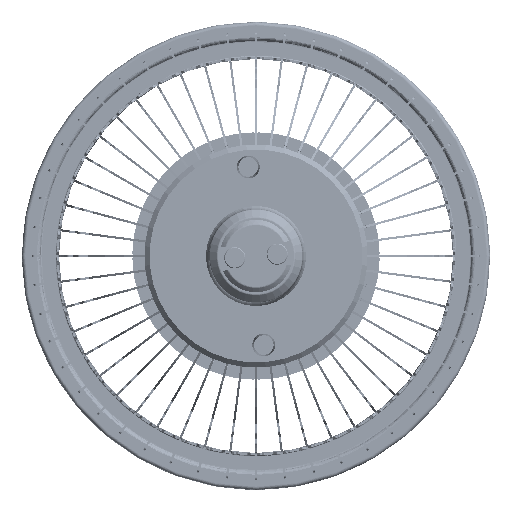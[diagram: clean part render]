
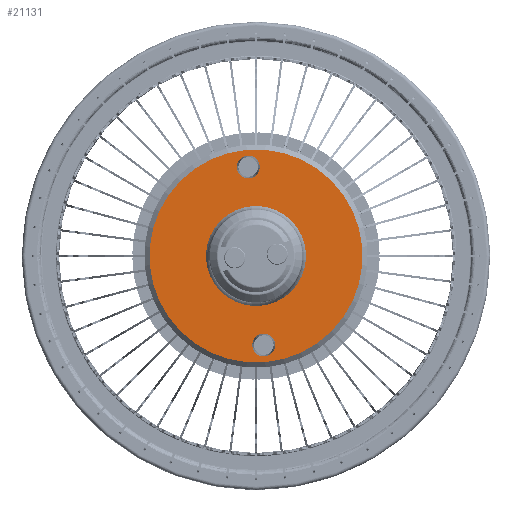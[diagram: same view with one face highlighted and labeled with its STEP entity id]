
A CAD part, front view. The second image highlights one B-rep face of the part: STEP entity #21131.
In plain terms, the highlighted planar face has unit normal (0, -1, 0).
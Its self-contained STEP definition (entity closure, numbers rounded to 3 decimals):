
#1393 = CARTESIAN_POINT ( 'NONE',  ( 188.145, 22.76, 0. ) ) ;
#2040 = CARTESIAN_POINT ( 'NONE',  ( 163.095, 22.76, 21. ) ) ;
#5334 = AXIS2_PLACEMENT_3D ( 'NONE', #5649, #30754, #106180 ) ;
#5649 = CARTESIAN_POINT ( 'NONE',  ( 163.095, 22.76, 21. ) ) ;
#8114 = FACE_OUTER_BOUND ( 'NONE', #87088, .T. ) ;
#9484 = FACE_BOUND ( 'NONE', #13196, .T. ) ;
#10009 = AXIS2_PLACEMENT_3D ( 'NONE', #1393, #51114, #26447 ) ;
#10574 = CARTESIAN_POINT ( 'NONE',  ( 163.095, 22.76, -23.703 ) ) ;
#10579 = AXIS2_PLACEMENT_3D ( 'NONE', #85368, #52698, #59605 ) ;
#12062 = CARTESIAN_POINT ( 'NONE',  ( 163.095, 22.76, 0. ) ) ;
#12102 = CARTESIAN_POINT ( 'NONE',  ( 163.095, 22.76, 18.297 ) ) ;
#13196 = EDGE_LOOP ( 'NONE', ( #82344, #70415 ) ) ;
#13922 = AXIS2_PLACEMENT_3D ( 'NONE', #2040, #19457, #35853 ) ;
#15713 = DIRECTION ( 'NONE',  ( 0., 0., -1. ) ) ;
#15762 = CIRCLE ( 'NONE', #50436, 25.05 ) ;
#16976 = AXIS2_PLACEMENT_3D ( 'NONE', #12062, #46561, #55250 ) ;
#19457 = DIRECTION ( 'NONE',  ( 0., -1., 0. ) ) ;
#21131 = ADVANCED_FACE ( 'NONE', ( #100371, #9484, #8114, #92628 ), #58739, .T. ) ;
#22773 = ORIENTED_EDGE ( 'NONE', *, *, #88628, .T. ) ;
#23371 = CARTESIAN_POINT ( 'NONE',  ( 163.095, 22.76, -11.745 ) ) ;
#26447 = DIRECTION ( 'NONE',  ( 0., 0., -1. ) ) ;
#26729 = DIRECTION ( 'NONE',  ( 0., -1., 0. ) ) ;
#27798 = EDGE_LOOP ( 'NONE', ( #60411, #30304 ) ) ;
#28741 = DIRECTION ( 'NONE',  ( 0., -1., 0. ) ) ;
#30304 = ORIENTED_EDGE ( 'NONE', *, *, #69661, .F. ) ;
#30754 = DIRECTION ( 'NONE',  ( 0., -1., 0. ) ) ;
#34732 = DIRECTION ( 'NONE',  ( 0., -1., 0. ) ) ;
#35853 = DIRECTION ( 'NONE',  ( 0., 0., -1. ) ) ;
#37542 = EDGE_CURVE ( 'NONE', #64930, #60679, #66667, .T. ) ;
#40921 = VERTEX_POINT ( 'NONE', #92916 ) ;
#42683 = DIRECTION ( 'NONE',  ( 0., 0., -1. ) ) ;
#46561 = DIRECTION ( 'NONE',  ( 0., -1., 0. ) ) ;
#48125 = AXIS2_PLACEMENT_3D ( 'NONE', #93098, #34732, #42683 ) ;
#50352 = AXIS2_PLACEMENT_3D ( 'NONE', #90877, #58549, #15713 ) ;
#50436 = AXIS2_PLACEMENT_3D ( 'NONE', #70818, #28741, #96161 ) ;
#51114 = DIRECTION ( 'NONE',  ( 0., -1., 0. ) ) ;
#52698 = DIRECTION ( 'NONE',  ( 0., -1., 0. ) ) ;
#52954 = CARTESIAN_POINT ( 'NONE',  ( 163.095, 22.76, 25.05 ) ) ;
#54396 = CIRCLE ( 'NONE', #10579, 2.703 ) ;
#55136 = EDGE_CURVE ( 'NONE', #72500, #85739, #77646, .T. ) ;
#55250 = DIRECTION ( 'NONE',  ( 0., 0., -1. ) ) ;
#57613 = CARTESIAN_POINT ( 'NONE',  ( 163.095, 22.76, -25.05 ) ) ;
#58145 = AXIS2_PLACEMENT_3D ( 'NONE', #84775, #26729, #84063 ) ;
#58549 = DIRECTION ( 'NONE',  ( 0., -1., 0. ) ) ;
#58739 = PLANE ( 'NONE',  #10009 ) ;
#58970 = VERTEX_POINT ( 'NONE', #52954 ) ;
#59605 = DIRECTION ( 'NONE',  ( 0., 0., -1. ) ) ;
#59784 = CIRCLE ( 'NONE', #13922, 2.703 ) ;
#60411 = ORIENTED_EDGE ( 'NONE', *, *, #96413, .F. ) ;
#60679 = VERTEX_POINT ( 'NONE', #76842 ) ;
#64930 = VERTEX_POINT ( 'NONE', #23371 ) ;
#66667 = CIRCLE ( 'NONE', #58145, 11.745 ) ;
#69011 = VERTEX_POINT ( 'NONE', #12102 ) ;
#69462 = CARTESIAN_POINT ( 'NONE',  ( 163.095, 22.76, -18.297 ) ) ;
#69661 = EDGE_CURVE ( 'NONE', #40921, #69011, #92856, .T. ) ;
#69804 = EDGE_LOOP ( 'NONE', ( #102191, #103466 ) ) ;
#70415 = ORIENTED_EDGE ( 'NONE', *, *, #75358, .F. ) ;
#70818 = CARTESIAN_POINT ( 'NONE',  ( 163.095, 22.76, 0. ) ) ;
#72500 = VERTEX_POINT ( 'NONE', #69462 ) ;
#75358 = EDGE_CURVE ( 'NONE', #85739, #72500, #54396, .T. ) ;
#76842 = CARTESIAN_POINT ( 'NONE',  ( 163.095, 22.76, 11.745 ) ) ;
#77646 = CIRCLE ( 'NONE', #48125, 2.703 ) ;
#82344 = ORIENTED_EDGE ( 'NONE', *, *, #55136, .F. ) ;
#84063 = DIRECTION ( 'NONE',  ( 0., 0., -1. ) ) ;
#84775 = CARTESIAN_POINT ( 'NONE',  ( 163.095, 22.76, 0. ) ) ;
#85368 = CARTESIAN_POINT ( 'NONE',  ( 163.095, 22.76, -21. ) ) ;
#85739 = VERTEX_POINT ( 'NONE', #10574 ) ;
#87088 = EDGE_LOOP ( 'NONE', ( #105475, #22773 ) ) ;
#88628 = EDGE_CURVE ( 'NONE', #89549, #58970, #90102, .T. ) ;
#89549 = VERTEX_POINT ( 'NONE', #57613 ) ;
#90102 = CIRCLE ( 'NONE', #16976, 25.05 ) ;
#90877 = CARTESIAN_POINT ( 'NONE',  ( 163.095, 22.76, 0. ) ) ;
#92628 = FACE_BOUND ( 'NONE', #69804, .T. ) ;
#92856 = CIRCLE ( 'NONE', #5334, 2.703 ) ;
#92916 = CARTESIAN_POINT ( 'NONE',  ( 163.095, 22.76, 23.703 ) ) ;
#93098 = CARTESIAN_POINT ( 'NONE',  ( 163.095, 22.76, -21. ) ) ;
#96161 = DIRECTION ( 'NONE',  ( 0., 0., -1. ) ) ;
#96413 = EDGE_CURVE ( 'NONE', #69011, #40921, #59784, .T. ) ;
#100066 = EDGE_CURVE ( 'NONE', #60679, #64930, #100735, .T. ) ;
#100371 = FACE_BOUND ( 'NONE', #27798, .T. ) ;
#100735 = CIRCLE ( 'NONE', #50352, 11.745 ) ;
#102191 = ORIENTED_EDGE ( 'NONE', *, *, #37542, .F. ) ;
#103466 = ORIENTED_EDGE ( 'NONE', *, *, #100066, .F. ) ;
#105475 = ORIENTED_EDGE ( 'NONE', *, *, #107199, .T. ) ;
#106180 = DIRECTION ( 'NONE',  ( 0., 0., -1. ) ) ;
#107199 = EDGE_CURVE ( 'NONE', #58970, #89549, #15762, .T. ) ;
